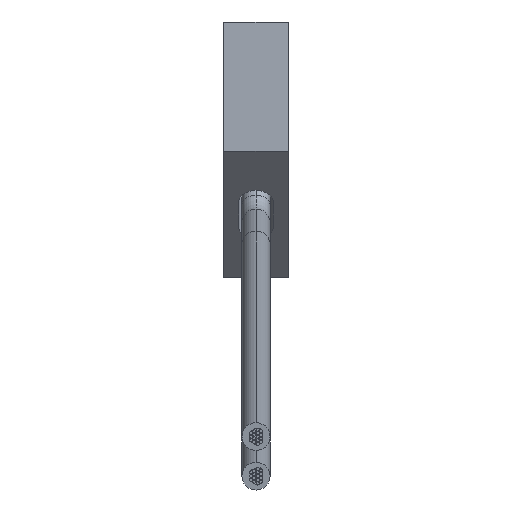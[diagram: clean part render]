
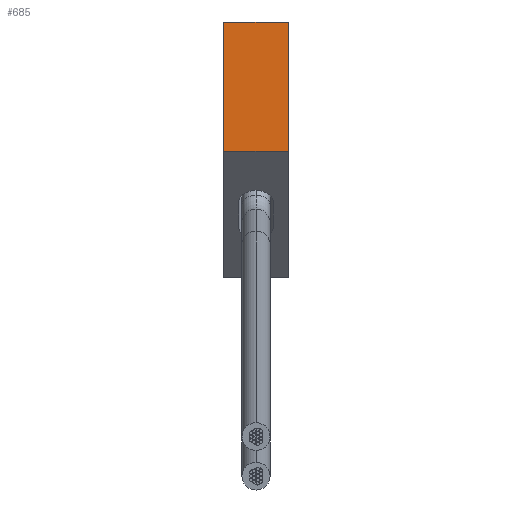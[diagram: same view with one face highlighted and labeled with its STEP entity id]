
A CAD part, top view. The second image highlights one B-rep face of the part: STEP entity #685.
In plain terms, the highlighted face is planar.
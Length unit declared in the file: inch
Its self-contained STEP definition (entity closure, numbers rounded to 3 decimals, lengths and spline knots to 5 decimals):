
#13=DIRECTION('',(0.,-1.,0.));
#14=VECTOR('',#13,0.4);
#15=CARTESIAN_POINT('',(0.,0.79,-0.1));
#16=LINE('',#15,#14);
#127=DIRECTION('',(0.,-1.,0.));
#128=VECTOR('',#127,0.4);
#129=CARTESIAN_POINT('',(0.,0.79,0.1));
#130=LINE('',#129,#128);
#159=DIRECTION('',(0.,0.,1.));
#160=VECTOR('',#159,0.2);
#161=CARTESIAN_POINT('',(0.,0.39,-0.1));
#162=LINE('',#161,#160);
#181=DIRECTION('',(0.,0.,1.));
#182=VECTOR('',#181,0.2);
#183=CARTESIAN_POINT('',(0.,0.79,-0.1));
#184=LINE('',#183,#182);
#391=CARTESIAN_POINT('',(0.,0.79,-0.1));
#392=VERTEX_POINT('',#391);
#393=CARTESIAN_POINT('',(0.,0.39,-0.1));
#394=VERTEX_POINT('',#393);
#401=CARTESIAN_POINT('',(0.,0.79,0.1));
#402=VERTEX_POINT('',#401);
#403=CARTESIAN_POINT('',(0.,0.39,0.1));
#404=VERTEX_POINT('',#403);
#674=CARTESIAN_POINT('',(0.,0.79,-0.1));
#675=DIRECTION('',(-1.,0.,0.));
#676=DIRECTION('',(0.,-1.,0.));
#677=AXIS2_PLACEMENT_3D('',#674,#675,#676);
#678=PLANE('',#677);
#679=ORIENTED_EDGE('',*,*,#484,.F.);
#680=ORIENTED_EDGE('',*,*,#617,.T.);
#681=ORIENTED_EDGE('',*,*,#632,.T.);
#682=ORIENTED_EDGE('',*,*,#657,.F.);
#683=EDGE_LOOP('',(#679,#680,#681,#682));
#684=FACE_OUTER_BOUND('',#683,.F.);
#685=ADVANCED_FACE('',(#684),#678,.T.);
#484=EDGE_CURVE('',#392,#394,#16,.T.);
#617=EDGE_CURVE('',#392,#402,#184,.T.);
#632=EDGE_CURVE('',#402,#404,#130,.T.);
#657=EDGE_CURVE('',#394,#404,#162,.T.);
